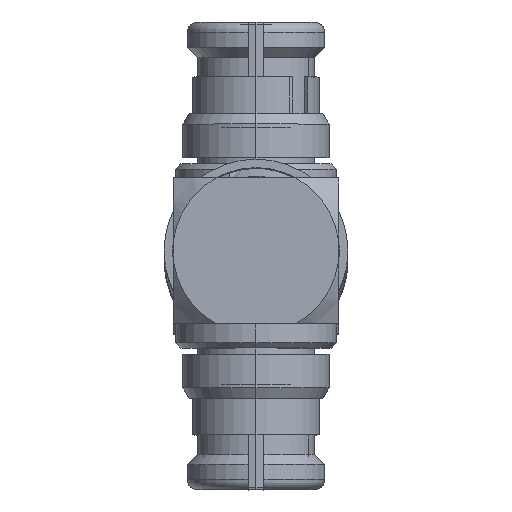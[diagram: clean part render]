
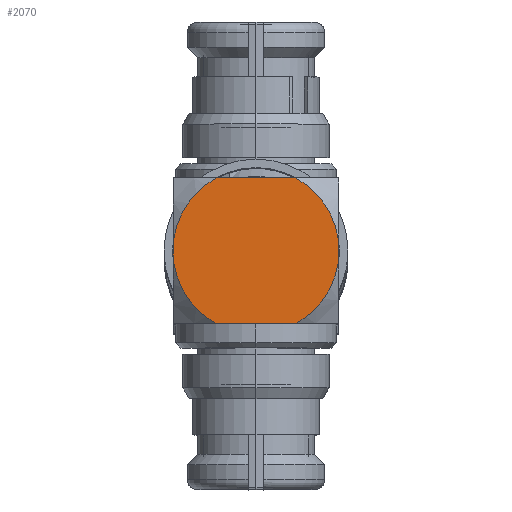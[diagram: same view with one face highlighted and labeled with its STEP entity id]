
A CAD part, top view. The second image highlights one B-rep face of the part: STEP entity #2070.
In plain terms, the highlighted face is planar.
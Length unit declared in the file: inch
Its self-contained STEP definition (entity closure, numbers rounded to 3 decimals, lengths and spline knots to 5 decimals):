
#42 = DIRECTION ( 'NONE',  ( 1., 0., 0. ) ) ;
#95 = AXIS2_PLACEMENT_3D ( 'NONE', #4526, #2903, #6805 ) ;
#309 = FACE_OUTER_BOUND ( 'NONE', #3510, .T. ) ;
#347 = PLANE ( 'NONE',  #1790 ) ;
#374 = DIRECTION ( 'NONE',  ( 0., 1., 0. ) ) ;
#930 = VECTOR ( 'NONE', #374, 39.37008 ) ;
#1061 = DIRECTION ( 'NONE',  ( 0., 0., 1. ) ) ;
#1356 = VERTEX_POINT ( 'NONE', #4974 ) ;
#1417 = VERTEX_POINT ( 'NONE', #4604 ) ;
#1531 = CARTESIAN_POINT ( 'NONE',  ( 0.157, -0.03743, -0.0785 ) ) ;
#1587 = CARTESIAN_POINT ( 'NONE',  ( 0.226, 0., -0.0785 ) ) ;
#1790 = AXIS2_PLACEMENT_3D ( 'NONE', #5626, #2751, #6092 ) ;
#2070 = ADVANCED_FACE ( 'NONE', ( #309 ), #347, .F. ) ;
#2222 = EDGE_CURVE ( 'NONE', #3060, #5863, #4050, .T. ) ;
#2266 = VECTOR ( 'NONE', #6891, 39.37008 ) ;
#2343 = AXIS2_PLACEMENT_3D ( 'NONE', #3932, #6853, #2831 ) ;
#2355 = CARTESIAN_POINT ( 'NONE',  ( 0.157, -0.0785, -0.0785 ) ) ;
#2751 = DIRECTION ( 'NONE',  ( 0., 0., 1. ) ) ;
#2831 = DIRECTION ( 'NONE',  ( 1., 0., 0. ) ) ;
#2903 = DIRECTION ( 'NONE',  ( 0., 0., -1. ) ) ;
#3060 = VERTEX_POINT ( 'NONE', #1531 ) ;
#3161 = LINE ( 'NONE', #5550, #930 ) ;
#3431 = ORIENTED_EDGE ( 'NONE', *, *, #4613, .F. ) ;
#3510 = EDGE_LOOP ( 'NONE', ( #4900, #6832, #3431, #6671, #4528, #5269 ) ) ;
#3577 = VERTEX_POINT ( 'NONE', #6482 ) ;
#3932 = CARTESIAN_POINT ( 'NONE',  ( 0.226, 0., -0.0785 ) ) ;
#4050 = LINE ( 'NONE', #2355, #2266 ) ;
#4526 = CARTESIAN_POINT ( 'NONE',  ( 0.226, 0., -0.0785 ) ) ;
#4528 = ORIENTED_EDGE ( 'NONE', *, *, #2222, .T. ) ;
#4604 = CARTESIAN_POINT ( 'NONE',  ( 0.295, -0.03743, -0.0785 ) ) ;
#4613 = EDGE_CURVE ( 'NONE', #1356, #1417, #5584, .T. ) ;
#4630 = EDGE_CURVE ( 'NONE', #5256, #3577, #6674, .T. ) ;
#4855 = AXIS2_PLACEMENT_3D ( 'NONE', #1587, #1061, #5594 ) ;
#4900 = ORIENTED_EDGE ( 'NONE', *, *, #4630, .F. ) ;
#4974 = CARTESIAN_POINT ( 'NONE',  ( 0.226, -0.0785, -0.0785 ) ) ;
#4984 = CIRCLE ( 'NONE', #6455, 0.0785 ) ;
#5256 = VERTEX_POINT ( 'NONE', #5327 ) ;
#5265 = EDGE_CURVE ( 'NONE', #3060, #1356, #4984, .T. ) ;
#5269 = ORIENTED_EDGE ( 'NONE', *, *, #5448, .T. ) ;
#5327 = CARTESIAN_POINT ( 'NONE',  ( 0.295, 0.03743, -0.0785 ) ) ;
#5365 = EDGE_CURVE ( 'NONE', #1417, #5256, #3161, .T. ) ;
#5448 = EDGE_CURVE ( 'NONE', #5863, #3577, #5634, .T. ) ;
#5550 = CARTESIAN_POINT ( 'NONE',  ( 0.295, -0.0785, -0.0785 ) ) ;
#5584 = CIRCLE ( 'NONE', #2343, 0.0785 ) ;
#5594 = DIRECTION ( 'NONE',  ( 1., 0., 0. ) ) ;
#5626 = CARTESIAN_POINT ( 'NONE',  ( 0.295, -0.0785, -0.0785 ) ) ;
#5634 = CIRCLE ( 'NONE', #95, 0.0785 ) ;
#5863 = VERTEX_POINT ( 'NONE', #5888 ) ;
#5888 = CARTESIAN_POINT ( 'NONE',  ( 0.157, 0.03743, -0.0785 ) ) ;
#6092 = DIRECTION ( 'NONE',  ( 1., 0., 0. ) ) ;
#6455 = AXIS2_PLACEMENT_3D ( 'NONE', #7036, #6966, #42 ) ;
#6482 = CARTESIAN_POINT ( 'NONE',  ( 0.226, 0.0785, -0.0785 ) ) ;
#6671 = ORIENTED_EDGE ( 'NONE', *, *, #5265, .F. ) ;
#6674 = CIRCLE ( 'NONE', #4855, 0.0785 ) ;
#6805 = DIRECTION ( 'NONE',  ( -1., 0., 0. ) ) ;
#6832 = ORIENTED_EDGE ( 'NONE', *, *, #5365, .F. ) ;
#6853 = DIRECTION ( 'NONE',  ( 0., 0., 1. ) ) ;
#6891 = DIRECTION ( 'NONE',  ( 0., 1., 0. ) ) ;
#6966 = DIRECTION ( 'NONE',  ( 0., 0., 1. ) ) ;
#7036 = CARTESIAN_POINT ( 'NONE',  ( 0.226, 0., -0.0785 ) ) ;
